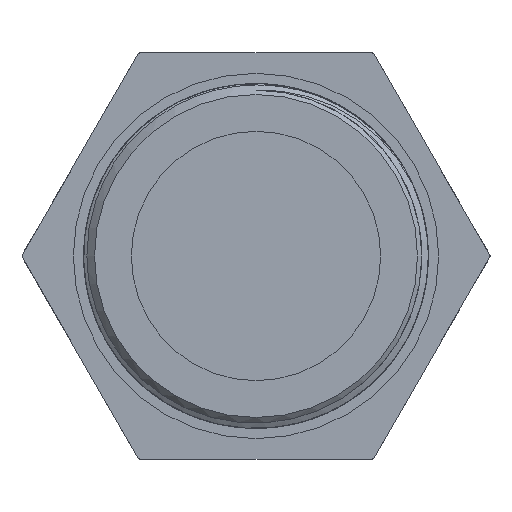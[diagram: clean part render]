
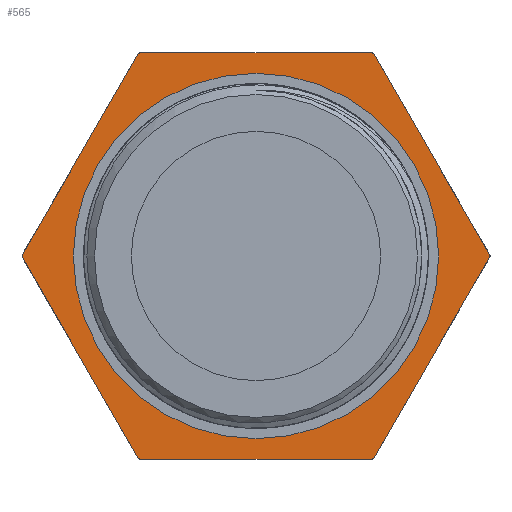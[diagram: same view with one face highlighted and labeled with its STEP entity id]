
A CAD part, left-side view. The second image highlights one B-rep face of the part: STEP entity #565.
In plain terms, the highlighted planar face has unit normal (-1, 0, 0).
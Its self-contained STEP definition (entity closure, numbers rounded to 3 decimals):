
#27=LINE('',#4687,#45);
#31=LINE('',#4712,#49);
#34=LINE('',#4727,#52);
#37=LINE('',#4742,#55);
#40=LINE('',#4757,#58);
#43=LINE('',#4772,#61);
#45=VECTOR('',#684,10.);
#49=VECTOR('',#690,10.);
#52=VECTOR('',#695,10.);
#55=VECTOR('',#700,10.);
#58=VECTOR('',#705,10.);
#61=VECTOR('',#710,10.);
#70=PLANE('',#630);
#113=FACE_BOUND('',#189,.T.);
#148=FACE_OUTER_BOUND('',#188,.T.);
#188=EDGE_LOOP('',(#487,#488,#489,#490,#491,#492,#493,#494,#495,#496,#497,
#498));
#189=EDGE_LOOP('',(#499));
#221=CIRCLE('',#621,27.08);
#222=CIRCLE('',#623,27.08);
#223=CIRCLE('',#625,27.08);
#224=CIRCLE('',#627,27.08);
#225=CIRCLE('',#629,27.08);
#226=CIRCLE('',#631,27.08);
#227=CIRCLE('',#632,21.139);
#251=VERTEX_POINT('',#4685);
#252=VERTEX_POINT('',#4686);
#259=VERTEX_POINT('',#4709);
#260=VERTEX_POINT('',#4711);
#264=VERTEX_POINT('',#4724);
#265=VERTEX_POINT('',#4726);
#269=VERTEX_POINT('',#4739);
#270=VERTEX_POINT('',#4741);
#274=VERTEX_POINT('',#4754);
#275=VERTEX_POINT('',#4756);
#279=VERTEX_POINT('',#4769);
#280=VERTEX_POINT('',#4771);
#281=VERTEX_POINT('',#4801);
#313=EDGE_CURVE('',#251,#252,#27,.T.);
#321=EDGE_CURVE('',#260,#259,#31,.T.);
#326=EDGE_CURVE('',#265,#264,#34,.T.);
#331=EDGE_CURVE('',#270,#269,#37,.T.);
#336=EDGE_CURVE('',#275,#274,#40,.T.);
#341=EDGE_CURVE('',#280,#279,#43,.T.);
#353=EDGE_CURVE('',#280,#269,#221,.T.);
#354=EDGE_CURVE('',#270,#264,#222,.T.);
#355=EDGE_CURVE('',#265,#252,#223,.T.);
#356=EDGE_CURVE('',#275,#259,#224,.T.);
#357=EDGE_CURVE('',#260,#279,#225,.T.);
#358=EDGE_CURVE('',#251,#274,#226,.T.);
#359=EDGE_CURVE('',#281,#281,#227,.T.);
#487=ORIENTED_EDGE('',*,*,#313,.T.);
#488=ORIENTED_EDGE('',*,*,#355,.F.);
#489=ORIENTED_EDGE('',*,*,#326,.T.);
#490=ORIENTED_EDGE('',*,*,#354,.F.);
#491=ORIENTED_EDGE('',*,*,#331,.T.);
#492=ORIENTED_EDGE('',*,*,#353,.F.);
#493=ORIENTED_EDGE('',*,*,#341,.T.);
#494=ORIENTED_EDGE('',*,*,#357,.F.);
#495=ORIENTED_EDGE('',*,*,#321,.T.);
#496=ORIENTED_EDGE('',*,*,#356,.F.);
#497=ORIENTED_EDGE('',*,*,#336,.T.);
#498=ORIENTED_EDGE('',*,*,#358,.F.);
#499=ORIENTED_EDGE('',*,*,#359,.T.);
#565=ADVANCED_FACE('',(#148,#113),#70,.T.);
#621=AXIS2_PLACEMENT_3D('',#4790,#744,#745);
#623=AXIS2_PLACEMENT_3D('',#4792,#748,#749);
#625=AXIS2_PLACEMENT_3D('',#4794,#752,#753);
#627=AXIS2_PLACEMENT_3D('',#4796,#756,#757);
#629=AXIS2_PLACEMENT_3D('',#4798,#760,#761);
#630=AXIS2_PLACEMENT_3D('',#4799,#762,#763);
#631=AXIS2_PLACEMENT_3D('',#4800,#764,#765);
#632=AXIS2_PLACEMENT_3D('',#4802,#766,#767);
#684=DIRECTION('',(0.,0.5,-0.866));
#690=DIRECTION('',(0.,0.5,0.866));
#695=DIRECTION('',(0.,-0.5,-0.866));
#700=DIRECTION('',(0.,-1.,0.));
#705=DIRECTION('',(0.,1.,0.));
#710=DIRECTION('',(0.,-0.5,0.866));
#744=DIRECTION('center_axis',(1.,0.,0.));
#745=DIRECTION('ref_axis',(0.,0.,-1.));
#748=DIRECTION('center_axis',(1.,0.,0.));
#749=DIRECTION('ref_axis',(0.,0.,-1.));
#752=DIRECTION('center_axis',(1.,0.,0.));
#753=DIRECTION('ref_axis',(0.,0.,-1.));
#756=DIRECTION('center_axis',(1.,0.,0.));
#757=DIRECTION('ref_axis',(0.,0.,-1.));
#760=DIRECTION('center_axis',(1.,0.,0.));
#761=DIRECTION('ref_axis',(0.,0.,-1.));
#762=DIRECTION('center_axis',(-1.,0.,0.));
#763=DIRECTION('ref_axis',(0.,0.,1.));
#764=DIRECTION('center_axis',(1.,0.,0.));
#765=DIRECTION('ref_axis',(0.,0.,-1.));
#766=DIRECTION('center_axis',(1.,0.,0.));
#767=DIRECTION('ref_axis',(0.,0.,-1.));
#4685=CARTESIAN_POINT('',(-5.,13.623,23.404));
#4686=CARTESIAN_POINT('',(-5.,27.08,0.096));
#4687=CARTESIAN_POINT('',(-5.,27.101,0.06));
#4709=CARTESIAN_POINT('',(-5.,-13.623,23.404));
#4711=CARTESIAN_POINT('',(-5.,-27.08,0.096));
#4712=CARTESIAN_POINT('',(-5.,-13.602,23.44));
#4724=CARTESIAN_POINT('',(-5.,13.623,-23.404));
#4726=CARTESIAN_POINT('',(-5.,27.08,-0.096));
#4727=CARTESIAN_POINT('',(-5.,20.372,-11.714));
#4739=CARTESIAN_POINT('',(-5.,-13.456,-23.5));
#4741=CARTESIAN_POINT('',(-5.,13.456,-23.5));
#4742=CARTESIAN_POINT('',(-5.,6.812,-23.5));
#4754=CARTESIAN_POINT('',(-5.,13.456,23.5));
#4756=CARTESIAN_POINT('',(-5.,-13.456,23.5));
#4757=CARTESIAN_POINT('',(-5.,20.268,23.5));
#4769=CARTESIAN_POINT('',(-5.,-27.08,-0.096));
#4771=CARTESIAN_POINT('',(-5.,-13.623,-23.404));
#4772=CARTESIAN_POINT('',(-5.,-20.331,-11.786));
#4790=CARTESIAN_POINT('Origin',(-5.,0.,0.));
#4792=CARTESIAN_POINT('Origin',(-5.,0.,0.));
#4794=CARTESIAN_POINT('Origin',(-5.,0.,0.));
#4796=CARTESIAN_POINT('Origin',(-5.,0.,0.));
#4798=CARTESIAN_POINT('Origin',(-5.,0.,0.));
#4799=CARTESIAN_POINT('Origin',(-5.,27.08,0.));
#4800=CARTESIAN_POINT('Origin',(-5.,0.,0.));
#4801=CARTESIAN_POINT('',(-5.,21.139,0.));
#4802=CARTESIAN_POINT('Origin',(-5.,0.,0.));
